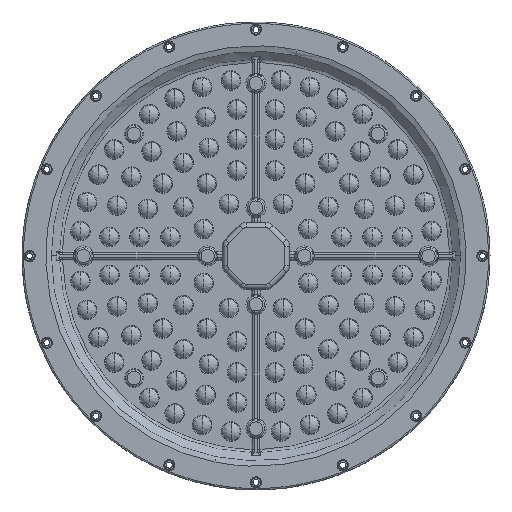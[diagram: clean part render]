
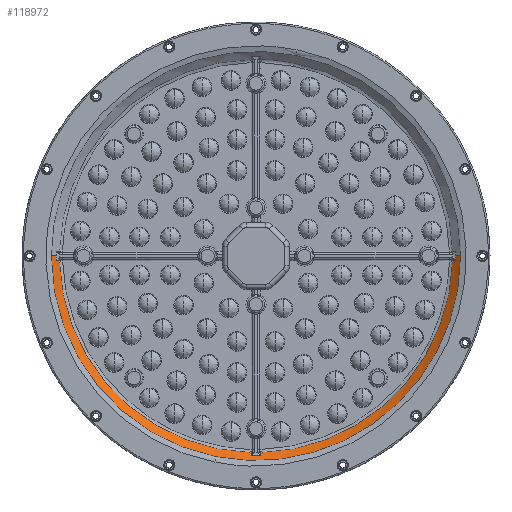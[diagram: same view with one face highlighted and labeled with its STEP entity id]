
A CAD part, top view. The second image highlights one B-rep face of the part: STEP entity #118972.
In plain terms, the highlighted conical face has half-angle 50 degrees and reference radius 121.637 mm.
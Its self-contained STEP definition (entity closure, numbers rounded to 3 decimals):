
#407 = DIRECTION ( 'NONE',  ( 0., 0., 1. ) ) ;
#424 = B_SPLINE_CURVE_WITH_KNOTS ( 'NONE', 3,
 ( #38629, #91117, #143600, #25775 ),
 .UNSPECIFIED., .F., .F.,
 ( 4, 4 ),
 ( 0., 1. ),
 .UNSPECIFIED. ) ;
#1354 = VERTEX_POINT ( 'NONE', #122528 ) ;
#4459 = ORIENTED_EDGE ( 'NONE', *, *, #129702, .F. ) ;
#4495 = EDGE_LOOP ( 'NONE', ( #138126, #59814, #39306, #4459, #15052, #24334, #22879, #136077, #11458, #84195, #103212, #118953, #52271 ) ) ;
#7721 = DIRECTION ( 'NONE',  ( 0., 0., 1. ) ) ;
#10750 = DIRECTION ( 'NONE',  ( -0.766, 0., 0.643 ) ) ;
#10752 = CARTESIAN_POINT ( 'NONE',  ( 121.637, 756.869, 2.823 ) ) ;
#11458 = ORIENTED_EDGE ( 'NONE', *, *, #128377, .F. ) ;
#11745 = CARTESIAN_POINT ( 'NONE',  ( 0., 756.869, 0.295 ) ) ;
#14241 = VERTEX_POINT ( 'NONE', #56025 ) ;
#15052 = ORIENTED_EDGE ( 'NONE', *, *, #137887, .F. ) ;
#15555 = CARTESIAN_POINT ( 'NONE',  ( -2.913, 638.28, 0.295 ) ) ;
#17192 = EDGE_CURVE ( 'NONE', #1354, #123540, #62554, .T. ) ;
#19262 = CARTESIAN_POINT ( 'NONE',  ( 2.966, 640.07, -1.205 ) ) ;
#19698 = AXIS2_PLACEMENT_3D ( 'NONE', #158740, #40892, #93360 ) ;
#22879 = ORIENTED_EDGE ( 'NONE', *, *, #135385, .F. ) ;
#22992 = VERTEX_POINT ( 'NONE', #146546 ) ;
#24334 = ORIENTED_EDGE ( 'NONE', *, *, #81655, .F. ) ;
#24594 = CARTESIAN_POINT ( 'NONE',  ( -2.93, 638.877, -0.205 ) ) ;
#25322 = EDGE_CURVE ( 'NONE', #163906, #95808, #68767, .T. ) ;
#25775 = CARTESIAN_POINT ( 'NONE',  ( -116.799, 753.903, -1.205 ) ) ;
#25936 = CARTESIAN_POINT ( 'NONE',  ( 118.588, 753.956, 0.295 ) ) ;
#26441 = EDGE_CURVE ( 'NONE', #95808, #126543, #424, .T. ) ;
#27586 = AXIS2_PLACEMENT_3D ( 'NONE', #125518, #7721, #60127 ) ;
#32136 = CARTESIAN_POINT ( 'NONE',  ( 2.913, 638.28, 0.295 ) ) ;
#36116 = VECTOR ( 'NONE', #63149, 1000. ) ;
#36797 = CARTESIAN_POINT ( 'NONE',  ( -2.966, 640.07, -1.205 ) ) ;
#37018 = CIRCLE ( 'NONE', #133189, 118.624 ) ;
#37117 = EDGE_CURVE ( 'NONE', #163906, #123540, #76044, .T. ) ;
#38232 = DIRECTION ( 'NONE',  ( -0.195, -0.981, 0. ) ) ;
#38629 = CARTESIAN_POINT ( 'NONE',  ( -118.588, 753.956, 0.295 ) ) ;
#38793 = CARTESIAN_POINT ( 'NONE',  ( 116.799, 753.903, -1.205 ) ) ;
#39306 = ORIENTED_EDGE ( 'NONE', *, *, #17192, .F. ) ;
#40892 = DIRECTION ( 'NONE',  ( 0., 0., 1. ) ) ;
#43850 = VERTEX_POINT ( 'NONE', #36797 ) ;
#49030 = DIRECTION ( 'NONE',  ( 0.195, 0.981, 0. ) ) ;
#50461 = CARTESIAN_POINT ( 'NONE',  ( 0., 756.869, 2.823 ) ) ;
#51500 = CARTESIAN_POINT ( 'NONE',  ( 0., 756.869, 0.295 ) ) ;
#52271 = ORIENTED_EDGE ( 'NONE', *, *, #26441, .F. ) ;
#52822 = DIRECTION ( 'NONE',  ( 1., 0., 0. ) ) ;
#56025 = CARTESIAN_POINT ( 'NONE',  ( 121.637, 756.869, 2.823 ) ) ;
#58195 = CARTESIAN_POINT ( 'NONE',  ( 118.588, 753.956, 0.295 ) ) ;
#59814 = ORIENTED_EDGE ( 'NONE', *, *, #37117, .T. ) ;
#60127 = DIRECTION ( 'NONE',  ( -0.195, -0.981, 0. ) ) ;
#60646 = AXIS2_PLACEMENT_3D ( 'NONE', #118208, #407, #52822 ) ;
#62554 = CIRCLE ( 'NONE', #73158, 121.637 ) ;
#63149 = DIRECTION ( 'NONE',  ( 0.766, 0., 0.643 ) ) ;
#63632 = CARTESIAN_POINT ( 'NONE',  ( 118.624, 756.869, 0.295 ) ) ;
#65632 = CARTESIAN_POINT ( 'NONE',  ( -118.624, 756.869, 0.295 ) ) ;
#65707 = FACE_OUTER_BOUND ( 'NONE', #4495, .T. ) ;
#66332 = AXIS2_PLACEMENT_3D ( 'NONE', #51500, #103953, #156450 ) ;
#68754 = AXIS2_PLACEMENT_3D ( 'NONE', #11745, #103704, #156209 ) ;
#68767 = CIRCLE ( 'NONE', #66332, 118.624 ) ;
#73012 = CARTESIAN_POINT ( 'NONE',  ( 2.966, 640.07, -1.205 ) ) ;
#73158 = AXIS2_PLACEMENT_3D ( 'NONE', #114415, #166844, #49030 ) ;
#74987 = VERTEX_POINT ( 'NONE', #15555 ) ;
#75172 = EDGE_CURVE ( 'NONE', #90876, #89304, #101701, .T. ) ;
#76044 = LINE ( 'NONE', #128551, #118475 ) ;
#77012 = CARTESIAN_POINT ( 'NONE',  ( -2.913, 638.28, 0.295 ) ) ;
#81655 = EDGE_CURVE ( 'NONE', #162478, #116218, #37018, .T. ) ;
#84195 = ORIENTED_EDGE ( 'NONE', *, *, #134859, .F. ) ;
#84566 = CARTESIAN_POINT ( 'NONE',  ( 2.93, 638.877, -0.205 ) ) ;
#86193 = B_SPLINE_CURVE_WITH_KNOTS ( 'NONE', 3,
 ( #89945, #142419, #24594, #77012 ),
 .UNSPECIFIED., .F., .F.,
 ( 4, 4 ),
 ( 0., 1. ),
 .UNSPECIFIED. ) ;
#87446 = AXIS2_PLACEMENT_3D ( 'NONE', #50461, #102905, #155403 ) ;
#89304 = VERTEX_POINT ( 'NONE', #151056 ) ;
#89945 = CARTESIAN_POINT ( 'NONE',  ( -2.966, 640.07, -1.205 ) ) ;
#90876 = VERTEX_POINT ( 'NONE', #73012 ) ;
#91117 = CARTESIAN_POINT ( 'NONE',  ( -117.992, 753.938, -0.205 ) ) ;
#91285 = CARTESIAN_POINT ( 'NONE',  ( 117.395, 753.921, -0.705 ) ) ;
#93360 = DIRECTION ( 'NONE',  ( -0.195, -0.981, 0. ) ) ;
#93809 = CIRCLE ( 'NONE', #19698, 116.836 ) ;
#95808 = VERTEX_POINT ( 'NONE', #119889 ) ;
#100689 = CARTESIAN_POINT ( 'NONE',  ( -116.799, 753.903, -1.205 ) ) ;
#101701 = CIRCLE ( 'NONE', #27586, 116.836 ) ;
#102905 = DIRECTION ( 'NONE',  ( 0., 0., -1. ) ) ;
#103212 = ORIENTED_EDGE ( 'NONE', *, *, #110411, .F. ) ;
#103606 = CARTESIAN_POINT ( 'NONE',  ( 0., 756.869, 0.295 ) ) ;
#103704 = DIRECTION ( 'NONE',  ( 0., 0., 1. ) ) ;
#103953 = DIRECTION ( 'NONE',  ( 0., 0., 1. ) ) ;
#110411 = EDGE_CURVE ( 'NONE', #43850, #74987, #86193, .T. ) ;
#114415 = CARTESIAN_POINT ( 'NONE',  ( 0., 756.869, 2.823 ) ) ;
#116218 = VERTEX_POINT ( 'NONE', #63632 ) ;
#118208 = CARTESIAN_POINT ( 'NONE',  ( 0., 756.869, 2.823 ) ) ;
#118475 = VECTOR ( 'NONE', #10750, 1000. ) ;
#118953 = ORIENTED_EDGE ( 'NONE', *, *, #120472, .F. ) ;
#118972 = ADVANCED_FACE ( 'NONE', ( #65707 ), #134827, .F. ) ;
#119889 = CARTESIAN_POINT ( 'NONE',  ( -118.588, 753.956, 0.295 ) ) ;
#120472 = EDGE_CURVE ( 'NONE', #126543, #43850, #93809, .T. ) ;
#122528 = CARTESIAN_POINT ( 'NONE',  ( -23.73, 637.569, 2.823 ) ) ;
#123305 = CARTESIAN_POINT ( 'NONE',  ( -121.637, 756.869, 2.823 ) ) ;
#123540 = VERTEX_POINT ( 'NONE', #123305 ) ;
#125518 = CARTESIAN_POINT ( 'NONE',  ( 0., 756.869, -1.205 ) ) ;
#126543 = VERTEX_POINT ( 'NONE', #100689 ) ;
#128377 = EDGE_CURVE ( 'NONE', #22992, #90876, #135659, .T. ) ;
#128551 = CARTESIAN_POINT ( 'NONE',  ( -121.637, 756.869, 2.823 ) ) ;
#128552 = LINE ( 'NONE', #10752, #36116 ) ;
#129702 = EDGE_CURVE ( 'NONE', #14241, #1354, #161625, .T. ) ;
#133189 = AXIS2_PLACEMENT_3D ( 'NONE', #103606, #156105, #38232 ) ;
#134827 = CONICAL_SURFACE ( 'NONE', #60646, 121.637, 0.873 ) ;
#134859 = EDGE_CURVE ( 'NONE', #74987, #22992, #142938, .T. ) ;
#135385 = EDGE_CURVE ( 'NONE', #89304, #162478, #150169, .T. ) ;
#135659 = B_SPLINE_CURVE_WITH_KNOTS ( 'NONE', 3,
 ( #32136, #84566, #137067, #19262 ),
 .UNSPECIFIED., .F., .F.,
 ( 4, 4 ),
 ( 0., 1. ),
 .UNSPECIFIED. ) ;
#136077 = ORIENTED_EDGE ( 'NONE', *, *, #75172, .F. ) ;
#137067 = CARTESIAN_POINT ( 'NONE',  ( 2.948, 639.473, -0.705 ) ) ;
#137887 = EDGE_CURVE ( 'NONE', #116218, #14241, #128552, .T. ) ;
#138126 = ORIENTED_EDGE ( 'NONE', *, *, #25322, .F. ) ;
#142419 = CARTESIAN_POINT ( 'NONE',  ( -2.948, 639.473, -0.705 ) ) ;
#142938 = CIRCLE ( 'NONE', #68754, 118.624 ) ;
#143600 = CARTESIAN_POINT ( 'NONE',  ( -117.395, 753.921, -0.705 ) ) ;
#143761 = CARTESIAN_POINT ( 'NONE',  ( 117.992, 753.938, -0.205 ) ) ;
#146546 = CARTESIAN_POINT ( 'NONE',  ( 2.913, 638.28, 0.295 ) ) ;
#150169 = B_SPLINE_CURVE_WITH_KNOTS ( 'NONE', 3,
 ( #38793, #91285, #143761, #25936 ),
 .UNSPECIFIED., .F., .F.,
 ( 4, 4 ),
 ( 0., 1. ),
 .UNSPECIFIED. ) ;
#151056 = CARTESIAN_POINT ( 'NONE',  ( 116.799, 753.903, -1.205 ) ) ;
#155403 = DIRECTION ( 'NONE',  ( 0.195, 0.981, 0. ) ) ;
#156105 = DIRECTION ( 'NONE',  ( 0., 0., 1. ) ) ;
#156209 = DIRECTION ( 'NONE',  ( -0.195, -0.981, 0. ) ) ;
#156450 = DIRECTION ( 'NONE',  ( -0.195, -0.981, 0. ) ) ;
#158740 = CARTESIAN_POINT ( 'NONE',  ( 0., 756.869, -1.205 ) ) ;
#161625 = CIRCLE ( 'NONE', #87446, 121.637 ) ;
#162478 = VERTEX_POINT ( 'NONE', #58195 ) ;
#163906 = VERTEX_POINT ( 'NONE', #65632 ) ;
#166844 = DIRECTION ( 'NONE',  ( 0., 0., -1. ) ) ;
